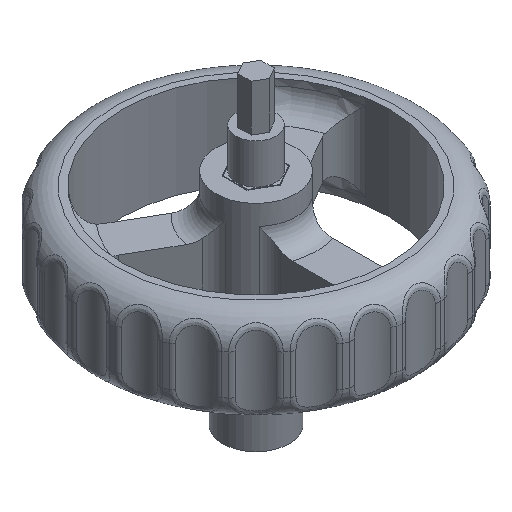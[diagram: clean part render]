
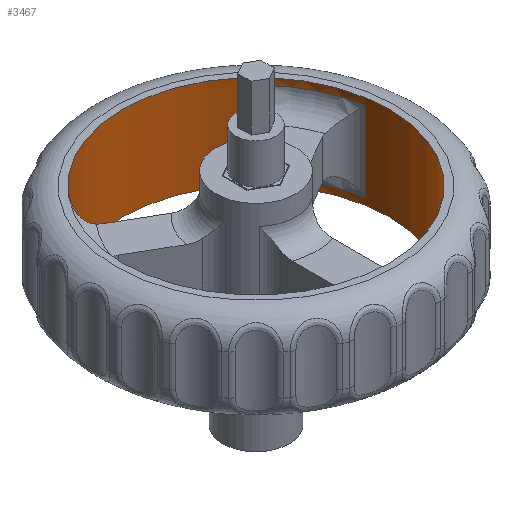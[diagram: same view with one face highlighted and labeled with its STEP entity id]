
A CAD part, isometric view. The second image highlights one B-rep face of the part: STEP entity #3467.
In plain terms, the highlighted cylindrical face has radius 10 mm (diameter 20 mm), a full revolution.
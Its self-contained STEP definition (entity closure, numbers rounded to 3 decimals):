
#322=CYLINDRICAL_SURFACE('',#3836,10.);
#334=FACE_BOUND('',#1148,.T.);
#335=FACE_BOUND('',#1149,.T.);
#336=FACE_BOUND('',#1150,.T.);
#499=LINE('',#8593,#690);
#500=LINE('',#8624,#691);
#511=LINE('',#8765,#702);
#512=LINE('',#8796,#703);
#523=LINE('',#8901,#714);
#524=LINE('',#8906,#715);
#525=LINE('',#8909,#716);
#690=VECTOR('',#4620,10.);
#691=VECTOR('',#4623,10.);
#702=VECTOR('',#4680,10.);
#703=VECTOR('',#4683,10.);
#714=VECTOR('',#4732,10.);
#715=VECTOR('',#4735,10.);
#716=VECTOR('',#4738,10.);
#925=FACE_OUTER_BOUND('',#1147,.T.);
#1147=EDGE_LOOP('',(#3174,#3175,#3176,#3177));
#1148=EDGE_LOOP('',(#3178,#3179,#3180,#3181));
#1149=EDGE_LOOP('',(#3182,#3183,#3184,#3185));
#1150=EDGE_LOOP('',(#3186,#3187,#3188,#3189));
#1162=CIRCLE('',#3520,10.);
#1164=CIRCLE('',#3523,10.);
#1323=CIRCLE('',#3791,10.);
#1324=CIRCLE('',#3795,10.);
#1335=CIRCLE('',#3815,10.);
#1336=CIRCLE('',#3819,10.);
#1346=CIRCLE('',#3837,10.);
#1347=CIRCLE('',#3838,10.);
#1392=VERTEX_POINT('',#4888);
#1394=VERTEX_POINT('',#4893);
#1611=VERTEX_POINT('',#8560);
#1612=VERTEX_POINT('',#8561);
#1613=VERTEX_POINT('',#8592);
#1614=VERTEX_POINT('',#8609);
#1635=VERTEX_POINT('',#8732);
#1636=VERTEX_POINT('',#8733);
#1637=VERTEX_POINT('',#8764);
#1638=VERTEX_POINT('',#8781);
#1658=VERTEX_POINT('',#8902);
#1659=VERTEX_POINT('',#8903);
#1660=VERTEX_POINT('',#8905);
#1661=VERTEX_POINT('',#8907);
#1726=EDGE_CURVE('',#1392,#1392,#1162,.T.);
#1728=EDGE_CURVE('',#1394,#1394,#1164,.T.);
#2099=EDGE_CURVE('',#1611,#1612,#1323,.T.);
#2102=EDGE_CURVE('',#1612,#1613,#499,.T.);
#2105=EDGE_CURVE('',#1614,#1611,#500,.T.);
#2106=EDGE_CURVE('',#1613,#1614,#1324,.T.);
#2135=EDGE_CURVE('',#1635,#1636,#1335,.T.);
#2138=EDGE_CURVE('',#1636,#1637,#511,.T.);
#2141=EDGE_CURVE('',#1638,#1635,#512,.T.);
#2142=EDGE_CURVE('',#1637,#1638,#1336,.T.);
#2170=EDGE_CURVE('',#1392,#1394,#523,.T.);
#2171=EDGE_CURVE('',#1658,#1659,#1346,.T.);
#2172=EDGE_CURVE('',#1660,#1658,#524,.T.);
#2173=EDGE_CURVE('',#1661,#1660,#1347,.T.);
#2174=EDGE_CURVE('',#1659,#1661,#525,.T.);
#3174=ORIENTED_EDGE('',*,*,#1726,.F.);
#3175=ORIENTED_EDGE('',*,*,#2170,.T.);
#3176=ORIENTED_EDGE('',*,*,#1728,.F.);
#3177=ORIENTED_EDGE('',*,*,#2170,.F.);
#3178=ORIENTED_EDGE('',*,*,#2142,.F.);
#3179=ORIENTED_EDGE('',*,*,#2138,.F.);
#3180=ORIENTED_EDGE('',*,*,#2135,.F.);
#3181=ORIENTED_EDGE('',*,*,#2141,.F.);
#3182=ORIENTED_EDGE('',*,*,#2106,.F.);
#3183=ORIENTED_EDGE('',*,*,#2102,.F.);
#3184=ORIENTED_EDGE('',*,*,#2099,.F.);
#3185=ORIENTED_EDGE('',*,*,#2105,.F.);
#3186=ORIENTED_EDGE('',*,*,#2171,.F.);
#3187=ORIENTED_EDGE('',*,*,#2172,.F.);
#3188=ORIENTED_EDGE('',*,*,#2173,.F.);
#3189=ORIENTED_EDGE('',*,*,#2174,.F.);
#3467=ADVANCED_FACE('',(#925,#334,#335,#336),#322,.F.);
#3520=AXIS2_PLACEMENT_3D('',#4889,#3968,#3969);
#3523=AXIS2_PLACEMENT_3D('',#4894,#3974,#3975);
#3791=AXIS2_PLACEMENT_3D('',#8562,#4616,#4617);
#3795=AXIS2_PLACEMENT_3D('',#8626,#4626,#4627);
#3815=AXIS2_PLACEMENT_3D('',#8734,#4676,#4677);
#3819=AXIS2_PLACEMENT_3D('',#8798,#4686,#4687);
#3836=AXIS2_PLACEMENT_3D('',#8900,#4730,#4731);
#3837=AXIS2_PLACEMENT_3D('',#8904,#4733,#4734);
#3838=AXIS2_PLACEMENT_3D('',#8908,#4736,#4737);
#3968=DIRECTION('center_axis',(0.,0.,-1.));
#3969=DIRECTION('ref_axis',(1.,0.,0.));
#3974=DIRECTION('center_axis',(0.,0.,1.));
#3975=DIRECTION('ref_axis',(1.,0.,0.));
#4616=DIRECTION('center_axis',(0.,0.,1.));
#4617=DIRECTION('ref_axis',(0.,-1.,0.));
#4620=DIRECTION('',(0.,0.,-1.));
#4623=DIRECTION('',(0.,0.,1.));
#4626=DIRECTION('center_axis',(0.,0.,-1.));
#4627=DIRECTION('ref_axis',(0.,-1.,0.));
#4676=DIRECTION('center_axis',(0.,0.,1.));
#4677=DIRECTION('ref_axis',(0.866,0.5,0.));
#4680=DIRECTION('',(0.,0.,-1.));
#4683=DIRECTION('',(0.,0.,1.));
#4686=DIRECTION('center_axis',(0.,0.,-1.));
#4687=DIRECTION('ref_axis',(0.866,0.5,0.));
#4730=DIRECTION('center_axis',(0.,0.,1.));
#4731=DIRECTION('ref_axis',(1.,0.,0.));
#4732=DIRECTION('',(0.,0.,-1.));
#4733=DIRECTION('center_axis',(0.,0.,-1.));
#4734=DIRECTION('ref_axis',(-0.866,0.5,0.));
#4735=DIRECTION('',(0.,0.,-1.));
#4736=DIRECTION('center_axis',(0.,0.,1.));
#4737=DIRECTION('ref_axis',(-0.866,0.5,0.));
#4738=DIRECTION('',(0.,0.,1.));
#4888=CARTESIAN_POINT('',(-10.,0.,3.5));
#4889=CARTESIAN_POINT('Origin',(0.,0.,3.5));
#4893=CARTESIAN_POINT('',(-10.,0.,-3.5));
#4894=CARTESIAN_POINT('Origin',(0.,0.,-3.5));
#8560=CARTESIAN_POINT('',(-3.529,-9.356,3.));
#8561=CARTESIAN_POINT('',(3.529,-9.356,3.));
#8562=CARTESIAN_POINT('Origin',(0.,0.,3.));
#8592=CARTESIAN_POINT('',(3.529,-9.356,-3.));
#8593=CARTESIAN_POINT('',(3.529,-9.356,0.));
#8609=CARTESIAN_POINT('',(-3.529,-9.356,-3.));
#8624=CARTESIAN_POINT('',(-3.529,-9.356,0.));
#8626=CARTESIAN_POINT('Origin',(0.,0.,-3.));
#8732=CARTESIAN_POINT('',(9.868,1.622,3.));
#8733=CARTESIAN_POINT('',(6.338,7.735,3.));
#8734=CARTESIAN_POINT('Origin',(0.,0.,3.));
#8764=CARTESIAN_POINT('',(6.338,7.735,-3.));
#8765=CARTESIAN_POINT('',(6.338,7.735,0.));
#8781=CARTESIAN_POINT('',(9.868,1.622,-3.));
#8796=CARTESIAN_POINT('',(9.868,1.622,0.));
#8798=CARTESIAN_POINT('Origin',(0.,0.,-3.));
#8900=CARTESIAN_POINT('Origin',(0.,0.,0.));
#8901=CARTESIAN_POINT('',(-10.,0.,0.));
#8902=CARTESIAN_POINT('',(-9.868,1.622,-3.));
#8903=CARTESIAN_POINT('',(-6.338,7.735,-3.));
#8904=CARTESIAN_POINT('Origin',(0.,0.,-3.));
#8905=CARTESIAN_POINT('',(-9.868,1.622,3.));
#8906=CARTESIAN_POINT('',(-9.868,1.622,0.));
#8907=CARTESIAN_POINT('',(-6.338,7.735,3.));
#8908=CARTESIAN_POINT('Origin',(0.,0.,3.));
#8909=CARTESIAN_POINT('',(-6.338,7.735,0.));
